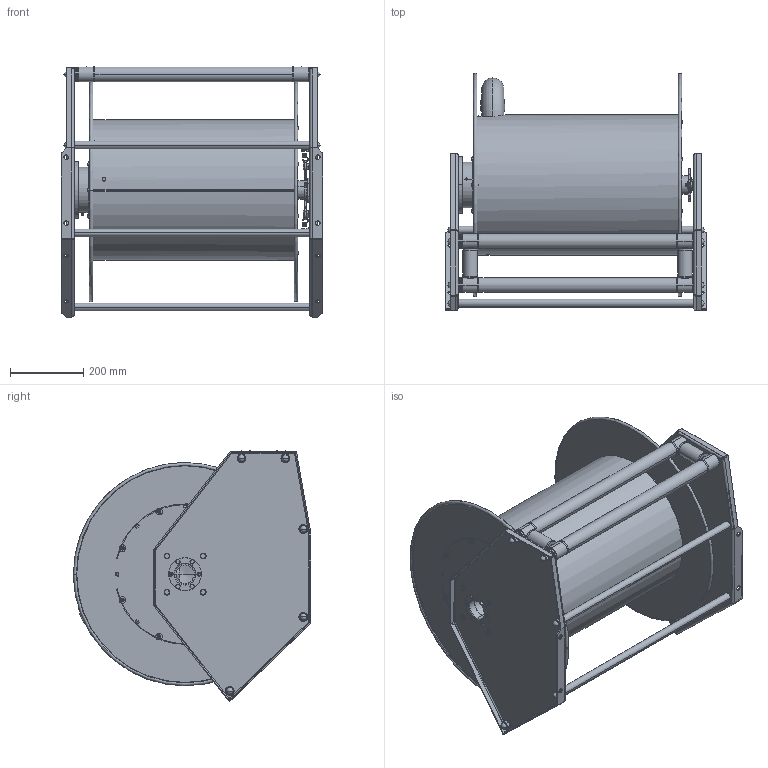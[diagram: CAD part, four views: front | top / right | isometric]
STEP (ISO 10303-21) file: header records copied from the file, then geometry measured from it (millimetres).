
FILE_DESCRIPTION((''),'2;1');
FILE_NAME('520_020_A_ASM','2018-03-15T',('CAD-01'),('CDM'),'PRO/ENGINEER BY PARAMETRIC TECHNOLOGY CORPORATION, 2015030','PRO/ENGINEER BY PARAMETRIC TECHNOLOGY CORPORATION, 2015030','');
FILE_SCHEMA(('CONFIG_CONTROL_DESIGN'));
Length unit declared in the file: millimetre
Products named in the file (1): 520_020_A_ASM
Bounding box: 714.5 x 648 x 683.43 mm (x, y, z)
Surface area: 4158634.8 mm2 (no closed solid volume)
Topology: 0 solids, 224 shells, 1026 faces, 3756 edges, 2815 vertices
Faces by surface type: plane 489, cylinder 230, cone 194, bspline 55, torus 34, sphere 24
Entity records: 61303 total; most frequent: CARTESIAN_POINT 21816, DIRECTION 6421, ORIENTED_EDGE 5192, EDGE_CURVE 3728, VERTEX_POINT 2815, AXIS2_PLACEMENT_3D 2603, CIRCLE 1631, FILL_AREA_STYLE_COLOUR 1380
